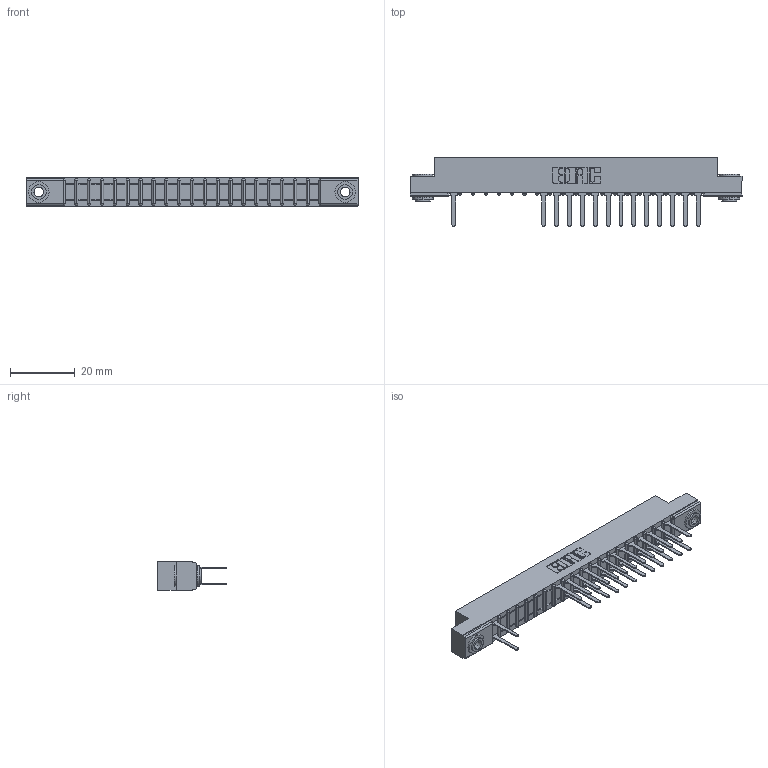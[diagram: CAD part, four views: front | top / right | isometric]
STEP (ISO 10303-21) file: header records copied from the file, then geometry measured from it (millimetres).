
FILE_DESCRIPTION (( 'STEP AP203' ), '1' );
FILE_NAME ('307-040-522-203.STEP', '2018-08-05T14:43:44', ( '' ), ( '' ), 'SwSTEP 2.0', 'SolidWorks 2016', '' );
FILE_SCHEMA (( 'CONFIG_CONTROL_DESIGN' ));
Length unit declared in the file: inch
Products named in the file (4): 307 Part_.156 Dia Mounting Holes; 307-290-001_522; 345-250-002_345-250-002-102; 307-040-522-203
Assembly tree (30 placements, depth 2):
  307-040-522-203
    307 Part_.156 Dia Mounting Holes
    307-290-001_522  x27
    345-250-002_345-250-002-102  x2
Bounding box: 102.26 x 21.11 x 8.71 mm (x, y, z)
Volume: 6580.3 mm3; surface area: 11075.8 mm2
Topology: 30 solids, 30 shells, 1563 faces, 4361 edges, 2810 vertices
Faces by surface type: plane 1009, cylinder 504, sphere 42, cone 8
Entity records: 21115 total; most frequent: CARTESIAN_POINT 3496, ORIENTED_EDGE 3466, DIRECTION 3435, EDGE_CURVE 1733, VECTOR 1313, LINE 1313, VERTEX_POINT 1122, AXIS2_PLACEMENT_3D 1061
